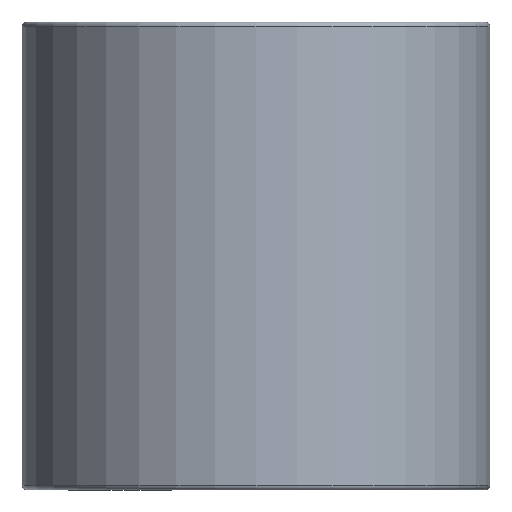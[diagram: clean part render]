
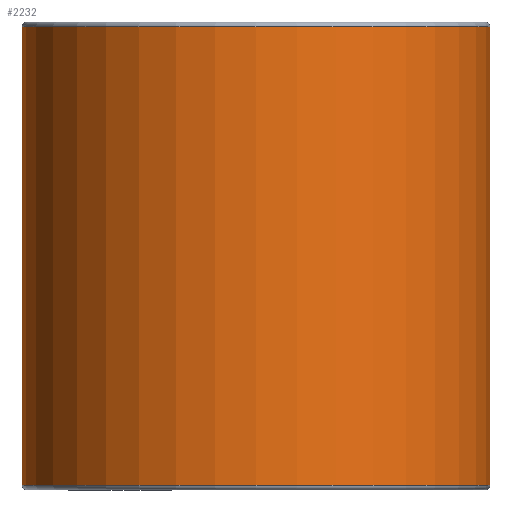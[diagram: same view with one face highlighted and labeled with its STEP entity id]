
A CAD part, left-side view. The second image highlights one B-rep face of the part: STEP entity #2232.
In plain terms, the highlighted cylindrical face has radius 4.5 mm (diameter 9 mm), a partial arc.
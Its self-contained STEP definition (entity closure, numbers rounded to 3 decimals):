
#31 = DIRECTION ( 'NONE',  ( 0., 0., 1. ) ) ;
#128 = VERTEX_POINT ( 'NONE', #686 ) ;
#174 = CARTESIAN_POINT ( 'NONE',  ( 0., -4.5, 4.5 ) ) ;
#419 = CIRCLE ( 'NONE', #1951, 4.5 ) ;
#464 = DIRECTION ( 'NONE',  ( 0., -1., 0. ) ) ;
#530 = LINE ( 'NONE', #174, #1295 ) ;
#539 = CARTESIAN_POINT ( 'NONE',  ( 0., 0., 4.41 ) ) ;
#557 = DIRECTION ( 'NONE',  ( 0., 1., 0. ) ) ;
#590 = CARTESIAN_POINT ( 'NONE',  ( 0., 0., -4.41 ) ) ;
#602 = VERTEX_POINT ( 'NONE', #716 ) ;
#631 = DIRECTION ( 'NONE',  ( 0., -1., 0. ) ) ;
#686 = CARTESIAN_POINT ( 'NONE',  ( 0., -4.5, -4.41 ) ) ;
#716 = CARTESIAN_POINT ( 'NONE',  ( 0., 4.5, 4.41 ) ) ;
#822 = ORIENTED_EDGE ( 'NONE', *, *, #1858, .T. ) ;
#952 = CARTESIAN_POINT ( 'NONE',  ( 0., 0., 4.5 ) ) ;
#997 = AXIS2_PLACEMENT_3D ( 'NONE', #952, #2212, #464 ) ;
#1051 = CARTESIAN_POINT ( 'NONE',  ( 0., 4.5, 4.5 ) ) ;
#1056 = EDGE_CURVE ( 'NONE', #1965, #128, #1381, .T. ) ;
#1246 = FACE_OUTER_BOUND ( 'NONE', #1709, .T. ) ;
#1247 = CARTESIAN_POINT ( 'NONE',  ( 0., 4.5, -4.41 ) ) ;
#1295 = VECTOR ( 'NONE', #2260, 1000. ) ;
#1381 = CIRCLE ( 'NONE', #1935, 4.5 ) ;
#1395 = EDGE_CURVE ( 'NONE', #1965, #602, #1625, .T. ) ;
#1487 = CYLINDRICAL_SURFACE ( 'NONE', #997, 4.5 ) ;
#1564 = ORIENTED_EDGE ( 'NONE', *, *, #1056, .T. ) ;
#1593 = VERTEX_POINT ( 'NONE', #1663 ) ;
#1625 = LINE ( 'NONE', #1051, #2147 ) ;
#1663 = CARTESIAN_POINT ( 'NONE',  ( 0., -4.5, 4.41 ) ) ;
#1709 = EDGE_LOOP ( 'NONE', ( #1732, #1564, #2118, #822 ) ) ;
#1732 = ORIENTED_EDGE ( 'NONE', *, *, #1395, .F. ) ;
#1754 = EDGE_CURVE ( 'NONE', #128, #1593, #530, .T. ) ;
#1858 = EDGE_CURVE ( 'NONE', #1593, #602, #419, .T. ) ;
#1935 = AXIS2_PLACEMENT_3D ( 'NONE', #590, #2024, #631 ) ;
#1951 = AXIS2_PLACEMENT_3D ( 'NONE', #539, #2100, #557 ) ;
#1965 = VERTEX_POINT ( 'NONE', #1247 ) ;
#2024 = DIRECTION ( 'NONE',  ( 0., 0., 1. ) ) ;
#2100 = DIRECTION ( 'NONE',  ( 0., 0., -1. ) ) ;
#2118 = ORIENTED_EDGE ( 'NONE', *, *, #1754, .T. ) ;
#2147 = VECTOR ( 'NONE', #31, 1000. ) ;
#2212 = DIRECTION ( 'NONE',  ( 0., 0., 1. ) ) ;
#2232 = ADVANCED_FACE ( 'NONE', ( #1246 ), #1487, .T. ) ;
#2260 = DIRECTION ( 'NONE',  ( 0., 0., 1. ) ) ;
